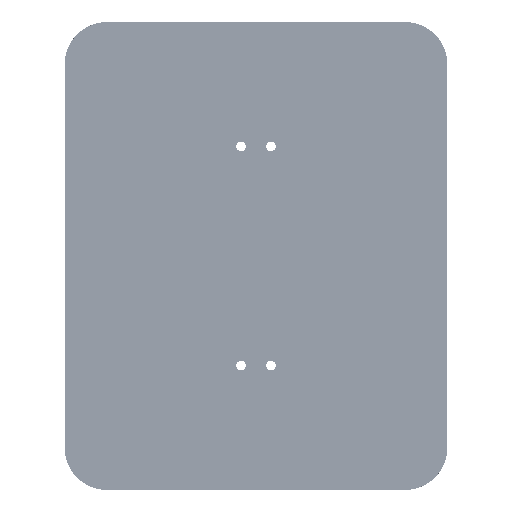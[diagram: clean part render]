
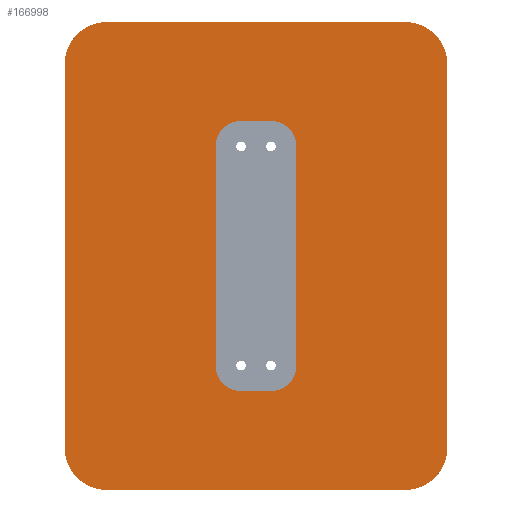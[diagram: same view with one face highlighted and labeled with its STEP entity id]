
A CAD part, front view. The second image highlights one B-rep face of the part: STEP entity #166998.
In plain terms, the highlighted free-form (B-spline) face has degree [1, 1] with [2, 2] control points.
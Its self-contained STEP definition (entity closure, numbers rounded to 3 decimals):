
#166998 = ADVANCED_FACE('',(#166999,#167061),#167123,.F.);
#166999 = FACE_BOUND('',#167000,.T.);
#167000 = EDGE_LOOP('',(#167001,#167010,#167018,#167025,#167033,#167040,
    #167048,#167055));
#167001 = ORIENTED_EDGE('',*,*,#167002,.T.);
#167002 = EDGE_CURVE('',#167003,#167005,#167007,.T.);
#167003 = VERTEX_POINT('',#167004);
#167004 = CARTESIAN_POINT('',(-101.429,-35.459,
    92.261));
#167005 = VERTEX_POINT('',#167006);
#167006 = CARTESIAN_POINT('',(-101.429,-35.459,
    -92.261));
#167007 = B_SPLINE_CURVE_WITH_KNOTS('',1,(#167008,#167009),
  .UNSPECIFIED.,.F.,.F.,(2,2),(0.,180.),.PIECEWISE_BEZIER_KNOTS.);
#167008 = CARTESIAN_POINT('',(-101.429,-35.459,
    92.261));
#167009 = CARTESIAN_POINT('',(-101.429,-35.459,
    -92.261));
#167010 = ORIENTED_EDGE('',*,*,#167011,.T.);
#167011 = EDGE_CURVE('',#167005,#167012,#167014,.T.);
#167012 = VERTEX_POINT('',#167013);
#167013 = CARTESIAN_POINT('',(-80.927,-35.459,
    -112.763));
#167014 = ( BOUNDED_CURVE() B_SPLINE_CURVE(2,(#167015,#167016,#167017),
.UNSPECIFIED.,.F.,.F.) B_SPLINE_CURVE_WITH_KNOTS((3,3),(1.571,
3.142),.PIECEWISE_BEZIER_KNOTS.) CURVE() 
GEOMETRIC_REPRESENTATION_ITEM() RATIONAL_B_SPLINE_CURVE((1.,
0.707,1.)) REPRESENTATION_ITEM('') );
#167015 = CARTESIAN_POINT('',(-101.429,-35.459,
    -92.261));
#167016 = CARTESIAN_POINT('',(-101.429,-35.459,
    -112.763));
#167017 = CARTESIAN_POINT('',(-80.927,-35.459,
    -112.763));
#167018 = ORIENTED_EDGE('',*,*,#167019,.T.);
#167019 = EDGE_CURVE('',#167012,#167020,#167022,.T.);
#167020 = VERTEX_POINT('',#167021);
#167021 = CARTESIAN_POINT('',(62.59,-35.459,
    -112.763));
#167022 = B_SPLINE_CURVE_WITH_KNOTS('',1,(#167023,#167024),
  .UNSPECIFIED.,.F.,.F.,(2,2),(0.,140.),.PIECEWISE_BEZIER_KNOTS.);
#167023 = CARTESIAN_POINT('',(-80.927,-35.459,
    -112.763));
#167024 = CARTESIAN_POINT('',(62.59,-35.459,
    -112.763));
#167025 = ORIENTED_EDGE('',*,*,#167026,.T.);
#167026 = EDGE_CURVE('',#167020,#167027,#167029,.T.);
#167027 = VERTEX_POINT('',#167028);
#167028 = CARTESIAN_POINT('',(83.093,-35.459,
    -92.261));
#167029 = ( BOUNDED_CURVE() B_SPLINE_CURVE(2,(#167030,#167031,#167032),
.UNSPECIFIED.,.F.,.F.) B_SPLINE_CURVE_WITH_KNOTS((3,3),(1.571,
3.142),.PIECEWISE_BEZIER_KNOTS.) CURVE() 
GEOMETRIC_REPRESENTATION_ITEM() RATIONAL_B_SPLINE_CURVE((1.,
0.707,1.)) REPRESENTATION_ITEM('') );
#167030 = CARTESIAN_POINT('',(62.59,-35.459,
    -112.763));
#167031 = CARTESIAN_POINT('',(83.093,-35.459,
    -112.763));
#167032 = CARTESIAN_POINT('',(83.093,-35.459,
    -92.261));
#167033 = ORIENTED_EDGE('',*,*,#167034,.T.);
#167034 = EDGE_CURVE('',#167027,#167035,#167037,.T.);
#167035 = VERTEX_POINT('',#167036);
#167036 = CARTESIAN_POINT('',(83.093,-35.459,
    92.261));
#167037 = B_SPLINE_CURVE_WITH_KNOTS('',1,(#167038,#167039),
  .UNSPECIFIED.,.F.,.F.,(2,2),(0.,180.),.PIECEWISE_BEZIER_KNOTS.);
#167038 = CARTESIAN_POINT('',(83.093,-35.459,
    -92.261));
#167039 = CARTESIAN_POINT('',(83.093,-35.459,
    92.261));
#167040 = ORIENTED_EDGE('',*,*,#167041,.T.);
#167041 = EDGE_CURVE('',#167035,#167042,#167044,.T.);
#167042 = VERTEX_POINT('',#167043);
#167043 = CARTESIAN_POINT('',(62.59,-35.459,
    112.763));
#167044 = ( BOUNDED_CURVE() B_SPLINE_CURVE(2,(#167045,#167046,#167047),
.UNSPECIFIED.,.F.,.F.) B_SPLINE_CURVE_WITH_KNOTS((3,3),(1.571,
3.142),.PIECEWISE_BEZIER_KNOTS.) CURVE() 
GEOMETRIC_REPRESENTATION_ITEM() RATIONAL_B_SPLINE_CURVE((1.,
0.707,1.)) REPRESENTATION_ITEM('') );
#167045 = CARTESIAN_POINT('',(83.093,-35.459,
    92.261));
#167046 = CARTESIAN_POINT('',(83.093,-35.459,
    112.763));
#167047 = CARTESIAN_POINT('',(62.59,-35.459,
    112.763));
#167048 = ORIENTED_EDGE('',*,*,#167049,.T.);
#167049 = EDGE_CURVE('',#167042,#167050,#167052,.T.);
#167050 = VERTEX_POINT('',#167051);
#167051 = CARTESIAN_POINT('',(-80.927,-35.459,
    112.763));
#167052 = B_SPLINE_CURVE_WITH_KNOTS('',1,(#167053,#167054),
  .UNSPECIFIED.,.F.,.F.,(2,2),(0.,140.),.PIECEWISE_BEZIER_KNOTS.);
#167053 = CARTESIAN_POINT('',(62.59,-35.459,
    112.763));
#167054 = CARTESIAN_POINT('',(-80.927,-35.459,
    112.763));
#167055 = ORIENTED_EDGE('',*,*,#167056,.T.);
#167056 = EDGE_CURVE('',#167050,#167003,#167057,.T.);
#167057 = ( BOUNDED_CURVE() B_SPLINE_CURVE(2,(#167058,#167059,#167060),
.UNSPECIFIED.,.F.,.F.) B_SPLINE_CURVE_WITH_KNOTS((3,3),(1.571,
3.142),.PIECEWISE_BEZIER_KNOTS.) CURVE() 
GEOMETRIC_REPRESENTATION_ITEM() RATIONAL_B_SPLINE_CURVE((1.,
0.707,1.)) REPRESENTATION_ITEM('') );
#167058 = CARTESIAN_POINT('',(-80.927,-35.459,
    112.763));
#167059 = CARTESIAN_POINT('',(-101.429,-35.459,
    112.763));
#167060 = CARTESIAN_POINT('',(-101.429,-35.459,
    92.261));
#167061 = FACE_BOUND('',#167062,.T.);
#167062 = EDGE_LOOP('',(#167063,#167073,#167080,#167088,#167095,#167103,
    #167110,#167118));
#167063 = ORIENTED_EDGE('',*,*,#167064,.T.);
#167064 = EDGE_CURVE('',#167065,#167067,#167069,.T.);
#167065 = VERTEX_POINT('',#167066);
#167066 = CARTESIAN_POINT('',(-28.646,-35.459,
    52.794));
#167067 = VERTEX_POINT('',#167068);
#167068 = CARTESIAN_POINT('',(-16.344,-35.459,
    65.095));
#167069 = ( BOUNDED_CURVE() B_SPLINE_CURVE(2,(#167070,#167071,#167072),
.UNSPECIFIED.,.F.,.F.) B_SPLINE_CURVE_WITH_KNOTS((3,3),(0.,
1.571),.PIECEWISE_BEZIER_KNOTS.) CURVE() 
GEOMETRIC_REPRESENTATION_ITEM() RATIONAL_B_SPLINE_CURVE((1.,
0.707,1.)) REPRESENTATION_ITEM('') );
#167070 = CARTESIAN_POINT('',(-28.646,-35.459,
    52.794));
#167071 = CARTESIAN_POINT('',(-28.646,-35.459,
    65.095));
#167072 = CARTESIAN_POINT('',(-16.344,-35.459,
    65.095));
#167073 = ORIENTED_EDGE('',*,*,#167074,.T.);
#167074 = EDGE_CURVE('',#167067,#167075,#167077,.T.);
#167075 = VERTEX_POINT('',#167076);
#167076 = CARTESIAN_POINT('',(-1.992,-35.459,
    65.095));
#167077 = B_SPLINE_CURVE_WITH_KNOTS('',1,(#167078,#167079),
  .UNSPECIFIED.,.F.,.F.,(2,2),(-3.5,10.5),.PIECEWISE_BEZIER_KNOTS.);
#167078 = CARTESIAN_POINT('',(-16.344,-35.459,
    65.095));
#167079 = CARTESIAN_POINT('',(-1.992,-35.459,
    65.095));
#167080 = ORIENTED_EDGE('',*,*,#167081,.T.);
#167081 = EDGE_CURVE('',#167075,#167082,#167084,.T.);
#167082 = VERTEX_POINT('',#167083);
#167083 = CARTESIAN_POINT('',(10.309,-35.459,
    52.794));
#167084 = ( BOUNDED_CURVE() B_SPLINE_CURVE(2,(#167085,#167086,#167087),
.UNSPECIFIED.,.F.,.F.) B_SPLINE_CURVE_WITH_KNOTS((3,3),(0.,
1.571),.PIECEWISE_BEZIER_KNOTS.) CURVE() 
GEOMETRIC_REPRESENTATION_ITEM() RATIONAL_B_SPLINE_CURVE((1.,
0.707,1.)) REPRESENTATION_ITEM('') );
#167085 = CARTESIAN_POINT('',(-1.992,-35.459,
    65.095));
#167086 = CARTESIAN_POINT('',(10.309,-35.459,
    65.095));
#167087 = CARTESIAN_POINT('',(10.309,-35.459,
    52.794));
#167088 = ORIENTED_EDGE('',*,*,#167089,.T.);
#167089 = EDGE_CURVE('',#167082,#167090,#167092,.T.);
#167090 = VERTEX_POINT('',#167091);
#167091 = CARTESIAN_POINT('',(10.309,-35.459,
    -52.794));
#167092 = B_SPLINE_CURVE_WITH_KNOTS('',1,(#167093,#167094),
  .UNSPECIFIED.,.F.,.F.,(2,2),(-25.75,77.25),.PIECEWISE_BEZIER_KNOTS.);
#167093 = CARTESIAN_POINT('',(10.309,-35.459,
    52.794));
#167094 = CARTESIAN_POINT('',(10.309,-35.459,
    -52.794));
#167095 = ORIENTED_EDGE('',*,*,#167096,.T.);
#167096 = EDGE_CURVE('',#167090,#167097,#167099,.T.);
#167097 = VERTEX_POINT('',#167098);
#167098 = CARTESIAN_POINT('',(-1.992,-35.459,
    -65.095));
#167099 = ( BOUNDED_CURVE() B_SPLINE_CURVE(2,(#167100,#167101,#167102),
.UNSPECIFIED.,.F.,.F.) B_SPLINE_CURVE_WITH_KNOTS((3,3),(0.,
1.571),.PIECEWISE_BEZIER_KNOTS.) CURVE() 
GEOMETRIC_REPRESENTATION_ITEM() RATIONAL_B_SPLINE_CURVE((1.,
0.707,1.)) REPRESENTATION_ITEM('') );
#167100 = CARTESIAN_POINT('',(10.309,-35.459,
    -52.794));
#167101 = CARTESIAN_POINT('',(10.309,-35.459,
    -65.095));
#167102 = CARTESIAN_POINT('',(-1.992,-35.459,
    -65.095));
#167103 = ORIENTED_EDGE('',*,*,#167104,.T.);
#167104 = EDGE_CURVE('',#167097,#167105,#167107,.T.);
#167105 = VERTEX_POINT('',#167106);
#167106 = CARTESIAN_POINT('',(-16.344,-35.459,
    -65.095));
#167107 = B_SPLINE_CURVE_WITH_KNOTS('',1,(#167108,#167109),
  .UNSPECIFIED.,.F.,.F.,(2,2),(-3.5,10.5),.PIECEWISE_BEZIER_KNOTS.);
#167108 = CARTESIAN_POINT('',(-1.992,-35.459,
    -65.095));
#167109 = CARTESIAN_POINT('',(-16.344,-35.459,
    -65.095));
#167110 = ORIENTED_EDGE('',*,*,#167111,.T.);
#167111 = EDGE_CURVE('',#167105,#167112,#167114,.T.);
#167112 = VERTEX_POINT('',#167113);
#167113 = CARTESIAN_POINT('',(-28.646,-35.459,
    -52.794));
#167114 = ( BOUNDED_CURVE() B_SPLINE_CURVE(2,(#167115,#167116,#167117),
.UNSPECIFIED.,.F.,.F.) B_SPLINE_CURVE_WITH_KNOTS((3,3),(0.,
1.571),.PIECEWISE_BEZIER_KNOTS.) CURVE() 
GEOMETRIC_REPRESENTATION_ITEM() RATIONAL_B_SPLINE_CURVE((1.,
0.707,1.)) REPRESENTATION_ITEM('') );
#167115 = CARTESIAN_POINT('',(-16.344,-35.459,
    -65.095));
#167116 = CARTESIAN_POINT('',(-28.646,-35.459,
    -65.095));
#167117 = CARTESIAN_POINT('',(-28.646,-35.459,
    -52.794));
#167118 = ORIENTED_EDGE('',*,*,#167119,.T.);
#167119 = EDGE_CURVE('',#167112,#167065,#167120,.T.);
#167120 = B_SPLINE_CURVE_WITH_KNOTS('',1,(#167121,#167122),
  .UNSPECIFIED.,.F.,.F.,(2,2),(-25.75,77.25),.PIECEWISE_BEZIER_KNOTS.);
#167121 = CARTESIAN_POINT('',(-28.646,-35.459,
    -52.794));
#167122 = CARTESIAN_POINT('',(-28.646,-35.459,
    52.794));
#167123 = B_SPLINE_SURFACE_WITH_KNOTS('',1,1,(
    (#167124,#167125)
    ,(#167126,#167127
  )),.UNSPECIFIED.,.F.,.F.,.F.,(2,2),(2,2),(-90.,90.),(-110.,110.),
  .PIECEWISE_BEZIER_KNOTS.);
#167124 = CARTESIAN_POINT('',(-101.429,-35.459,
    112.763));
#167125 = CARTESIAN_POINT('',(-101.429,-35.459,
    -112.763));
#167126 = CARTESIAN_POINT('',(83.093,-35.459,
    112.763));
#167127 = CARTESIAN_POINT('',(83.093,-35.459,
    -112.763));
